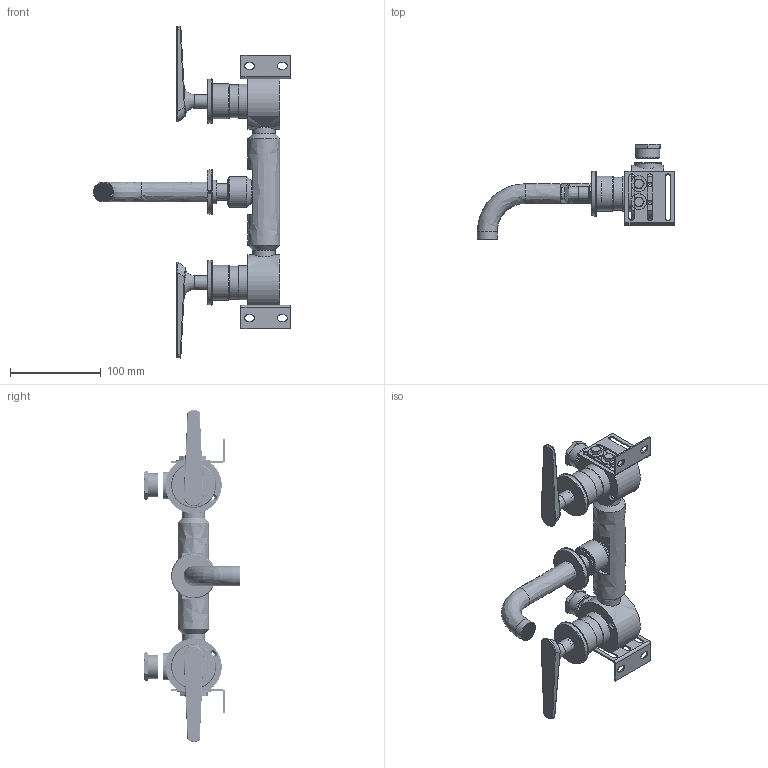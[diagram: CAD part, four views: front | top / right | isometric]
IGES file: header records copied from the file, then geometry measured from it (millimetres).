
Global section: file name: T20K17; native system: Autodesk Inventor 2024; preprocessor: unknown; author: rclarke; date: 20250520.103812; units: millimetre
Bounding box: 217.85 x 105.5 x 365.99 mm (x, y, z)
Volume: 468254.6 mm3; surface area: 240146.7 mm2
Topology: 67 solids, 67 shells, 4312 faces, 11722 edges, 7664 vertices
Faces by surface type: bspline 4312
